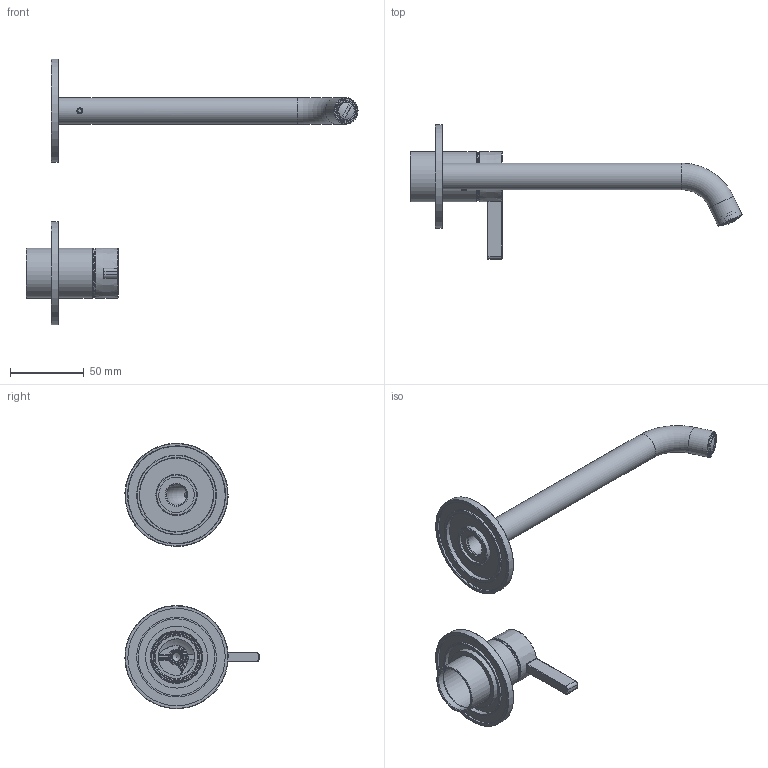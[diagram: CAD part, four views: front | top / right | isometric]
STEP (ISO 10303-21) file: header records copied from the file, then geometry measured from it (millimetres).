
FILE_DESCRIPTION(/* description */ ('Unknown'),/* implementation_level */ '2;1');
FILE_NAME(/* name */ 'AC105-00',/* time_stamp */ '2023-11-14T11:02:32+01:00',/* author */ ('Unknown'),/* organization */ ('Unknown'),/* preprocessor_version */ 'ST-DEVELOPER v18.102',/* originating_system */ 'Solid Edge',/* authorisation */ 'Unknown');
FILE_SCHEMA (('AUTOMOTIVE_DESIGN {1 0 10303 214 3 1 1}'));
Length unit declared in the file: millimetre
Products named in the file (17): AC105EXT-00; CB003-002; CB003-002-1; CB003-002-2; CB003-002-3; CB003-002-4; AC003-002_oa_0; AC003-03; AC004-03; AC105-03; AC105-002_oa_1; AC105-04; AC105-004; AC105-09; AC105-06; AC105-003_oa_2; AC105-07
Assembly tree (16 placements, depth 3):
  AC105EXT-00
    CB003-002
      CB003-002-1
      CB003-002-2
      CB003-002-3
      CB003-002-4
    AC003-002_oa_0
      AC003-03
    AC004-03
    AC105-03
    AC105-002_oa_1
      AC105-04
    AC105-004
      AC105-09
      AC105-06
    AC105-003_oa_2
      AC105-07
Bounding box: 225.04 x 90.93 x 179.95 mm (x, y, z)
Volume: 59917.4 mm3; surface area: 62363.7 mm2
Topology: 11 solids, 11 shells, 471 faces, 1110 edges, 685 vertices
Faces by surface type: plane 185, bspline 89, cylinder 80, cone 53, torus 45, sphere 19
Full cylindrical faces by diameter (mm): 3.242 x1, 3.25 x1, 4 x1, 6 x1, 11.027 x2, 12.159 x1, 12.196 x1, 12.45 x1, 13.464 x1, 14 x1, 14.1 x1, 14.3 x1, 14.577 x1, 15.033 x1, 15.218 x1, 15.229 x1, 15.417 x1, 15.5 x1, 16.5 x2, 16.75 x1, 18 x2, 18.5 x1, 24 x1, 24.8 x1, 27 x1, 28 x1, 29 x1, 30 x2, 30.9 x2, 31 x1
Entity records: 16967 total; most frequent: CARTESIAN_POINT 4422, DIRECTION 1914, ORIENTED_EDGE 1872, EDGE_CURVE 936, AXIS2_PLACEMENT_3D 769, VERTEX_POINT 651, FACE_BOUND 647, EDGE_LOOP 643
